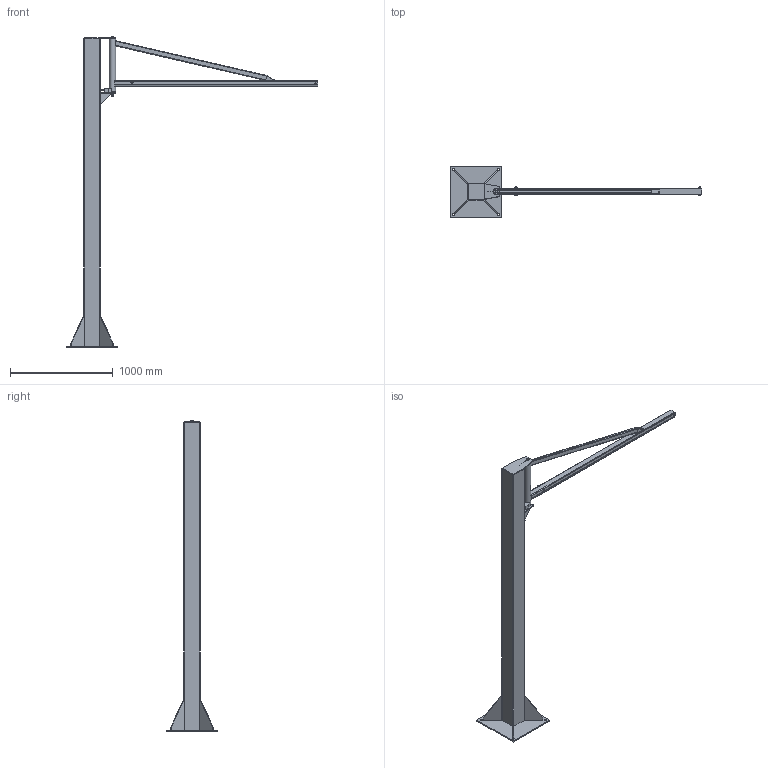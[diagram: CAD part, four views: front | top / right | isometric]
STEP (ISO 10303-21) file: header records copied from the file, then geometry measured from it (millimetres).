
FILE_DESCRIPTION(('STEP AP214'),'1');
FILE_NAME('PMH Pelarsvängkran Frej 100-2.stp','2013-08-14T13:56:35',(' '),(' '),'Spatial InterOp 3D',' ',' ');
FILE_SCHEMA(('automotive_design'));
Length unit declared in the file: millimetre
Products named in the file (50): Pelare 2; Pelarefot Pelare I; Kil; KKR 160x160, T=6, L=3200; Undre fästöra; Övre fästöra; Förstärkningsplåt 2; Axel I; Axelkant  I; Distansbricka I; Hylsa I; Bultf_rband M6x35, M6 L_smutter; M6S M6x35; DIN_985 M6; Pelare II; Broms Pelare 2; Part62; Bolt Assembly; Tryckfjäder Ø14/10,5, L=24; M6M M10; Gängstång M10x80; PMH Pelarsv_ngkran Frej 100_2; F0100-2; Profil 5; Kil III; Kil sida III; Kil Ovansida III; _ndstopp Profil 5; Hydraulrör, L=55; Polyfjäder 32s/12; Bultf_rband M10x80; M6S M10x80; DIN_985 M10; KKR; Bultf_rband M10x80 L_smutter; BRB 10; HLM6M M10; TBRB 10; Lagerrör
Assembly tree (51 placements, depth 6):
  PMH Pelarsv_ngkran Frej 100_2
    Pelare II
      Pelare 2
        Pelarefot Pelare I
        Kil
        Kil  x3
        KKR 160x160, T=6, L=3200
        Undre fästöra
        Övre fästöra
        Förstärkningsplåt 2
        Förstärkningsplåt 2
        Axel I
          Axelkant  I
          Axel I
          Distansbricka I
          Hylsa I
          Bultf_rband M6x35, M6 L_smutter
            M6S M6x35
            DIN_985 M6
      Broms Pelare 2
        Part62
        Bolt Assembly
          Tryckfjäder Ø14/10,5, L=24
          M6M M10
          M6M M10
          Gängstång M10x80
        Bolt Assembly
          Tryckfjäder Ø14/10,5, L=24
          M6M M10
          M6M M10
          Gängstång M10x80
    F0100-2
      Profil 5
      Kil III
        Kil sida III
        Kil sida III
        Kil Ovansida III
      _ndstopp Profil 5
        Hydraulrör, L=55
        Polyfjäder 32s/12
        Bultf_rband M10x80
          M6S M10x80
          DIN_985 M10
      KKR
      Bultf_rband M10x80 L_smutter
        M6S M10x80
        BRB 10
        HLM6M M10
        TBRB 10
      Lagerrör
Bounding box: 2450 x 500 x 3030 mm (x, y, z)
Volume: 84249678.4 mm3; surface area: 4400464.8 mm2
Topology: 39 solids, 39 shells, 435 faces, 952 edges, 598 vertices
Faces by surface type: plane 232, cone 116, cylinder 81, bspline 6
Full cylindrical faces by diameter (mm): 4.2 x1, 5.46 x1, 6 x2, 6.75 x2, 7 x3, 9.1 x2, 10 x11, 10.5 x2, 11 x5, 12 x1, 15 x1, 17 x2, 20 x9, 21 x2, 22 x1, 26 x2, 27 x1, 32 x1, 51.3 x1, 60.3 x1
Entity records: 19351 total; most frequent: CARTESIAN_POINT 6383, DIRECTION 1812, ORIENTED_EDGE 1650, EDGE_CURVE 825, AXIS2_PLACEMENT_3D 742, EDGE_LOOP 562, VERTEX_POINT 557, FACE_OUTER_BOUND 478
